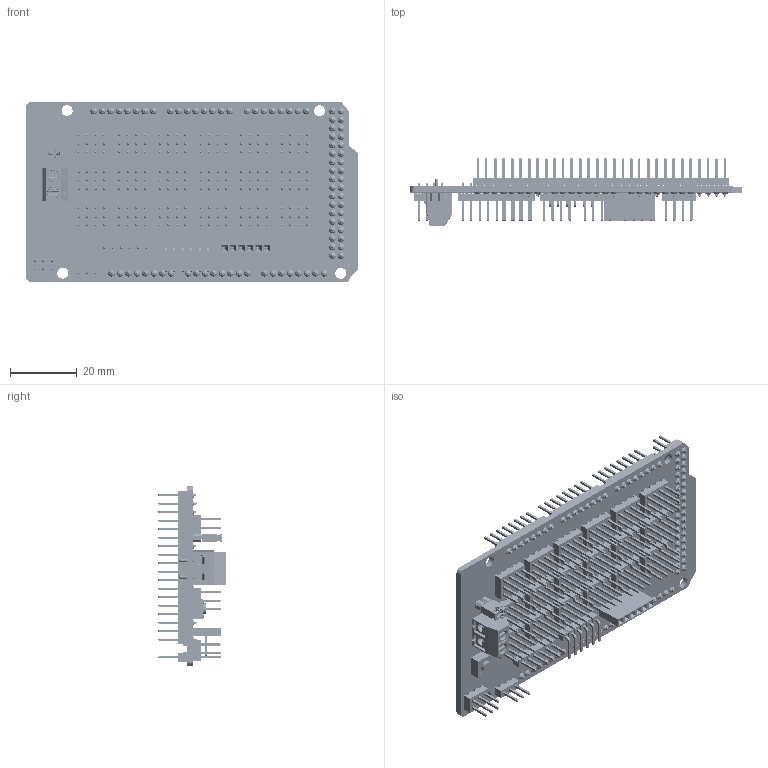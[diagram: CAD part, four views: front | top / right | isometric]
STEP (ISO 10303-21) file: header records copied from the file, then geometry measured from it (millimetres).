
FILE_DESCRIPTION(/* description */ (''),/* implementation_level */ '2;1');
FILE_NAME(/* name */ 'Arduino mega sensor shield.stp',/* time_stamp */ '2021-01-16T20:04:39-05:00',/* author */ ('yvonq'),/* organization */ (''),/* preprocessor_version */ 'ST-DEVELOPER v18.1',/* originating_system */ 'Autodesk Inventor 2021',/* authorisation */ '');
FILE_SCHEMA (('CONFIG_CONTROL_DESIGN'));
Products named in the file (12): ensemble arduino mega; sensor shield mega; soudure; 1 Pin 2.54 mm Right Angle Single Row Pin Header Male 90 degrees Needl
e Connector; Chamfer003; Fillet001; CONN HEADER VERT 1POS 2.54MM; Female Pin Header 01x01 Pitch 2.54mm Height 8.5mm; Female Pin Header 1x; Jumper Closed; tb5p-2p_p5_l10_w7-6_h10; MicroSwitch6mm
Assembly tree (418 placements, depth 3):
  ensemble arduino mega
    soudure  x84
    sensor shield mega
    CONN HEADER VERT 1POS 2.54MM  x315
    1 Pin 2.54 mm Right Angle Single Row Pin Header Male 90 degrees Needl
e Connector  x6
      Chamfer003
      Fillet001
    Female Pin Header 01x01 Pitch 2.54mm Height 8.5mm  x6
      Female Pin Header 1x
    Jumper Closed
    tb5p-2p_p5_l10_w7-6_h10
    MicroSwitch6mm
Bounding box: 99.22 x 20.34 x 53.73 mm (x, y, z)
Volume: 15671.9 mm3; surface area: 40240.9 mm2
Topology: 737 solids, 737 shells, 12200 faces, 27426 edges, 17016 vertices
Faces by surface type: plane 10101, cylinder 1469, bspline 246, sphere 208, torus 176
Full cylindrical faces by diameter (mm): 0.055 x315, 0.109 x6, 0.127 x6, 1 x4, 1.1 x4, 1.25 x326, 1.5 x4, 2.8 x2, 3.286 x4, 3.3 x3, 3.5 x2
Entity records: 57055 total; most frequent: CARTESIAN_POINT 13573, DIRECTION 9228, ORIENTED_EDGE 7720, EDGE_CURVE 3860, AXIS2_PLACEMENT_3D 3673, VERTEX_POINT 2317, EDGE_LOOP 2281, LINE 1882
